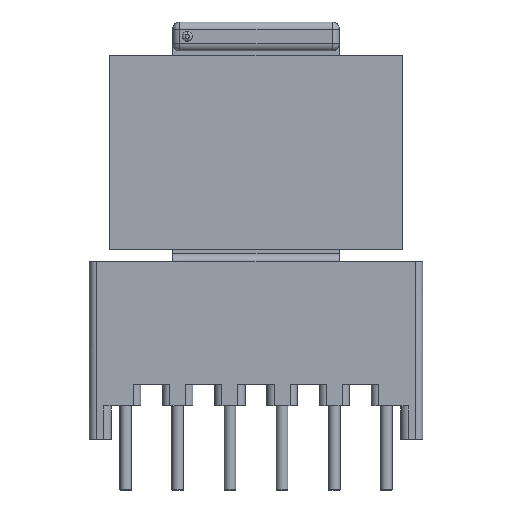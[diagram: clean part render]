
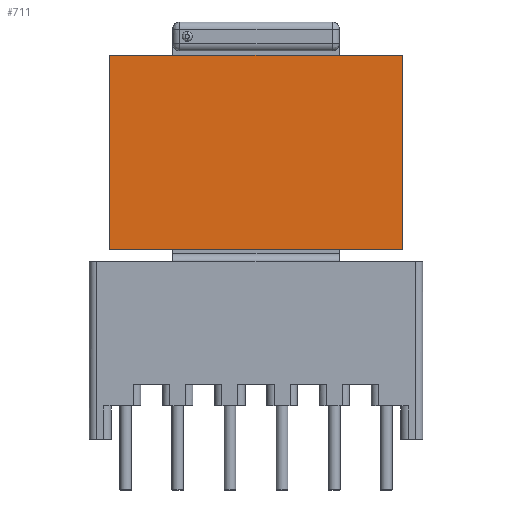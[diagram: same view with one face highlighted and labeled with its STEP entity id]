
A CAD part, front view. The second image highlights one B-rep face of the part: STEP entity #711.
In plain terms, the highlighted free-form (B-spline) face has degree [1, 1] with [2, 2] control points.
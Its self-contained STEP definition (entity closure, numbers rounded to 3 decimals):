
#711 = ADVANCED_FACE('',(#712),#742,.T.);
#712 = FACE_BOUND('',#713,.T.);
#713 = EDGE_LOOP('',(#714,#723,#730,#737));
#714 = ORIENTED_EDGE('',*,*,#715,.F.);
#715 = EDGE_CURVE('',#716,#718,#720,.T.);
#716 = VERTEX_POINT('',#717);
#717 = CARTESIAN_POINT('',(12.574,-7.781,
    13.446));
#718 = VERTEX_POINT('',#719);
#719 = CARTESIAN_POINT('',(-12.574,-7.781,
    13.446));
#720 = B_SPLINE_CURVE_WITH_KNOTS('',1,(#721,#722),.UNSPECIFIED.,.F.,.F.,
  (2,2),(-20.1,0.1),.PIECEWISE_BEZIER_KNOTS.);
#721 = CARTESIAN_POINT('',(12.574,-7.781,
    13.446));
#722 = CARTESIAN_POINT('',(-12.574,-7.781,
    13.446));
#723 = ORIENTED_EDGE('',*,*,#724,.F.);
#724 = EDGE_CURVE('',#725,#716,#727,.T.);
#725 = VERTEX_POINT('',#726);
#726 = CARTESIAN_POINT('',(12.574,-7.781,
    30.128));
#727 = B_SPLINE_CURVE_WITH_KNOTS('',1,(#728,#729),.UNSPECIFIED.,.F.,.F.,
  (2,2),(-0.,13.4),.PIECEWISE_BEZIER_KNOTS.);
#728 = CARTESIAN_POINT('',(12.574,-7.781,
    30.128));
#729 = CARTESIAN_POINT('',(12.574,-7.781,
    13.446));
#730 = ORIENTED_EDGE('',*,*,#731,.T.);
#731 = EDGE_CURVE('',#725,#732,#734,.T.);
#732 = VERTEX_POINT('',#733);
#733 = CARTESIAN_POINT('',(-12.574,-7.781,
    30.128));
#734 = B_SPLINE_CURVE_WITH_KNOTS('',1,(#735,#736),.UNSPECIFIED.,.F.,.F.,
  (2,2),(-20.1,0.1),.PIECEWISE_BEZIER_KNOTS.);
#735 = CARTESIAN_POINT('',(12.574,-7.781,
    30.128));
#736 = CARTESIAN_POINT('',(-12.574,-7.781,
    30.128));
#737 = ORIENTED_EDGE('',*,*,#738,.T.);
#738 = EDGE_CURVE('',#732,#718,#739,.T.);
#739 = B_SPLINE_CURVE_WITH_KNOTS('',1,(#740,#741),.UNSPECIFIED.,.F.,.F.,
  (2,2),(-0.,13.4),.PIECEWISE_BEZIER_KNOTS.);
#740 = CARTESIAN_POINT('',(-12.574,-7.781,
    30.128));
#741 = CARTESIAN_POINT('',(-12.574,-7.781,
    13.446));
#742 = B_SPLINE_SURFACE_WITH_KNOTS('',1,1,(
    (#743,#744)
    ,(#745,#746
    )),.UNSPECIFIED.,.F.,.F.,.F.,(2,2),(2,2),(0.,13.4),(-0.1,20.1),
  .PIECEWISE_BEZIER_KNOTS.);
#743 = CARTESIAN_POINT('',(-12.574,-7.781,
    30.128));
#744 = CARTESIAN_POINT('',(12.574,-7.781,
    30.128));
#745 = CARTESIAN_POINT('',(-12.574,-7.781,
    13.446));
#746 = CARTESIAN_POINT('',(12.574,-7.781,
    13.446));
